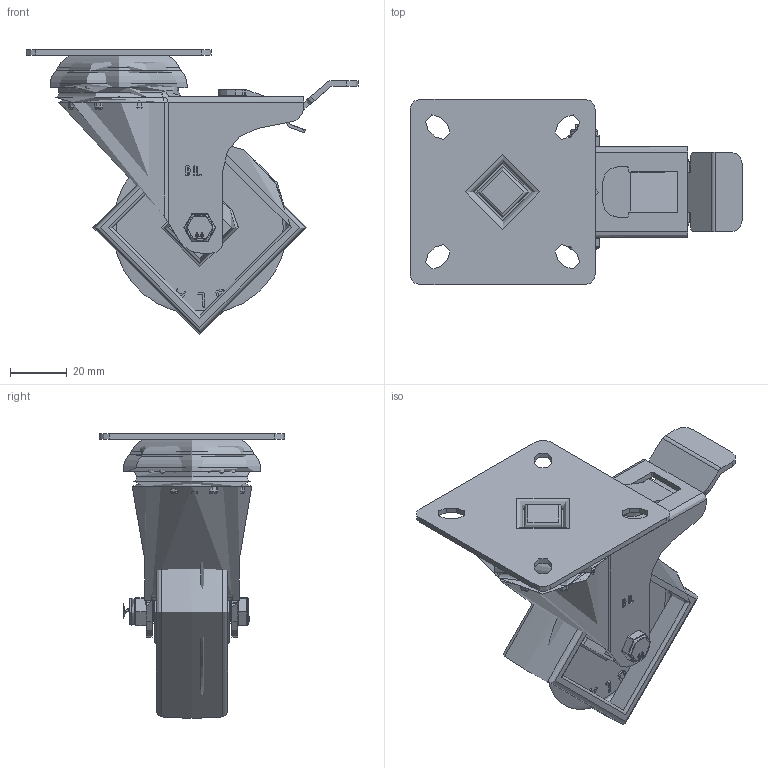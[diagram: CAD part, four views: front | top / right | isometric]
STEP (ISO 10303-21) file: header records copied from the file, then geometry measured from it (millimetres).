
FILE_DESCRIPTION(/* description */ (''),/* implementation_level */ '2;1');
FILE_NAME(/* name */ 'BZD75GNYSWB.step',/* time_stamp */ '2024-08-14T10:01:22+01:00',/* author */ (''),/* organization */ (''),/* preprocessor_version */ 'ST-DEVELOPER v20',/* originating_system */ 'Autodesk Translation Framework v13.14.0.145',/* authorisation */ '');
FILE_SCHEMA (('AUTOMOTIVE_DESIGN { 1 0 10303 214 3 1 1 }'));
Products named in the file (17): BZD75GNYSWB; BZD75ASSWB v1; ZINC PLATED, PRESSED STEEL TOP PLATE; ZINC PLATED, PRESSED STEEL TOP PLATE Geometry; ZINC PLATED, PRESSED STEEL FORKS; ZINC PLATED, PRESSED STEEL BRAKE PEDAL; BRAKE PAD; BZL75WNYGREY v1; NYLON WHEEL; TUBEM8X27 v1; ZINC PLATED AXLE TUBE; HEXBOLTM6X40Z8.8 v2; GRADE 8.8 ZINC PLATED BOLT; NYLOCM6Z v1; NYLOC THIN NUT; NUT; SEAL
Assembly tree (16 placements, depth 4):
  BZD75GNYSWB
    BZD75ASSWB v1
      ZINC PLATED, PRESSED STEEL TOP PLATE
        ZINC PLATED, PRESSED STEEL TOP PLATE Geometry
      ZINC PLATED, PRESSED STEEL FORKS
      ZINC PLATED, PRESSED STEEL BRAKE PEDAL
      BRAKE PAD
    BZL75WNYGREY v1
      NYLON WHEEL
    TUBEM8X27 v1
      ZINC PLATED AXLE TUBE
    HEXBOLTM6X40Z8.8 v2
      GRADE 8.8 ZINC PLATED BOLT
    NYLOCM6Z v1
      NYLOC THIN NUT
        NUT
        SEAL
Bounding box: 116.5 x 65 x 100 mm (x, y, z)
Volume: 95330.4 mm3; surface area: 58565.4 mm2
Topology: 29 solids, 29 shells, 911 faces, 2349 edges, 1462 vertices
Faces by surface type: plane 414, cylinder 271, bspline 107, sphere 66, torus 48, cone 5
Full cylindrical faces by diameter (mm): 4 x1, 4.5 x2, 4.744 x5, 5.884 x10, 6 x4, 6.2 x2, 7 x2, 8 x1, 8.2 x1, 8.5 x1, 9.5 x1, 10 x1, 17 x1, 18 x1, 20 x1, 37 x1, 38 x1, 42 x1, 45.138 x1, 61.5 x2
Entity records: 46397 total; most frequent: CARTESIAN_POINT 24491, ORIENTED_EDGE 4554, DIRECTION 4314, EDGE_CURVE 2277, AXIS2_PLACEMENT_3D 1524, VERTEX_POINT 1462, LINE 1266, VECTOR 1266
